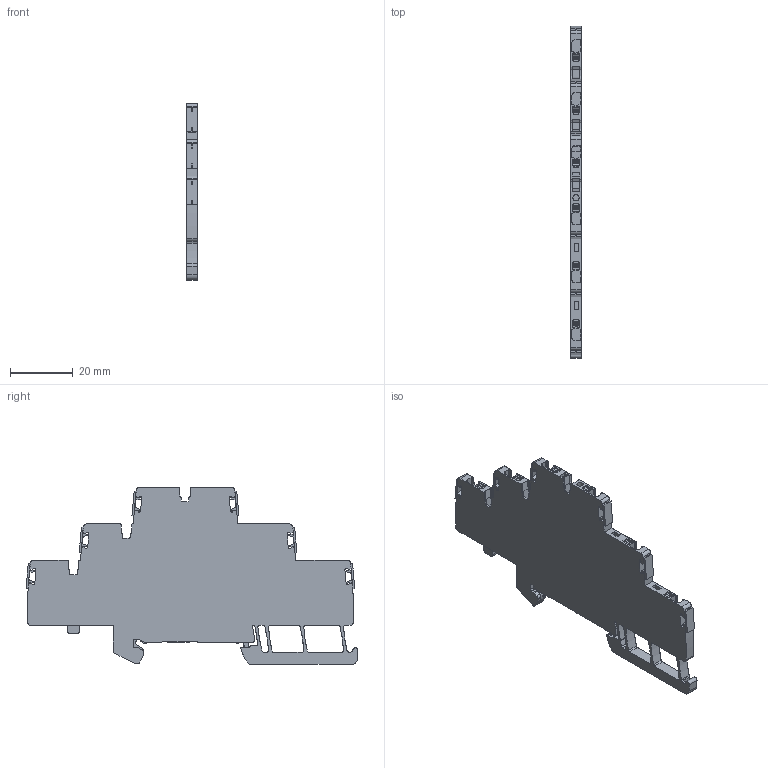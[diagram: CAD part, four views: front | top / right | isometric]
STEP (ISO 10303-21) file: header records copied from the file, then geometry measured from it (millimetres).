
FILE_DESCRIPTION(('CATIA V5 STEP Exchange','CAx-IF Rec.Pracs.--- Model Styling and Organization---1.4--- 2014-01-23'),'2;1');
FILE_NAME ('1399404-2_0', '2022-09-01T09:42:04+00:00', ('none'), ('Weidmueller'), 'CATIA Version 5-6 Release 2016 SP3 HF44', 'CATIA V5 STEP AP214', 'none');
FILE_SCHEMA(('AUTOMOTIVE_DESIGN { 1 0 10303 214 1 1 1 1 }'));
Products named in the file (1): 2856240000
Bounding box: 3.5 x 106.13 x 56.55 mm (x, y, z)
Volume: 12469.1 mm3; surface area: 18039.9 mm2
Topology: 20 solids, 20 shells, 1516 faces, 4286 edges, 2816 vertices
Faces by surface type: plane 764, cylinder 389, extrusion 319, torus 32, sphere 12
Entity records: 50798 total; most frequent: CARTESIAN_POINT 13405, ORIENTED_EDGE 8548, DIRECTION 5984, EDGE_CURVE 4274, VECTOR 3173, LINE 2854, VERTEX_POINT 2816, AXIS2_PLACEMENT_3D 1790
